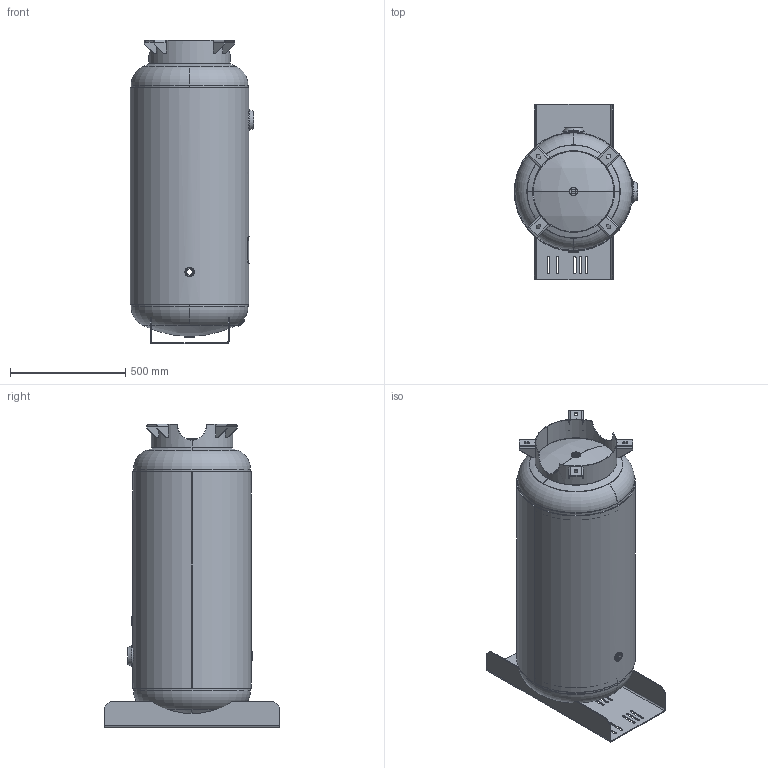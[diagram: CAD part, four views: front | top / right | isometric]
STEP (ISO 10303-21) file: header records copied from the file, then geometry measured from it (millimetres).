
FILE_DESCRIPTION (( 'STEP AP214' ), '1' );
FILE_NAME ('302412.STEP', '2025-04-17T18:53:26', ( '' ), ( '' ), 'SwSTEP 2.0', 'SolidWorks 2022', '' );
FILE_SCHEMA (( 'AUTOMOTIVE_DESIGN' ));
Length unit declared in the file: millimetre
Products named in the file (1): 302412
Bounding box: 536.96 x 762 x 1320.8 mm (x, y, z)
Volume: 10228858.8 mm3; surface area: 5536037.7 mm2
Topology: 17 solids, 17 shells, 425 faces, 971 edges, 594 vertices
Faces by surface type: plane 176, cylinder 135, torus 84, bspline 22, sphere 8
Full cylindrical faces by diameter (mm): 508 x1, 515.823 x1
Entity records: 23250 total; most frequent: CARTESIAN_POINT 8575, DIRECTION 2137, ORIENTED_EDGE 1942, EDGE_CURVE 971, AXIS2_PLACEMENT_3D 846, VERTEX_POINT 594, EDGE_LOOP 499, VECTOR 445
